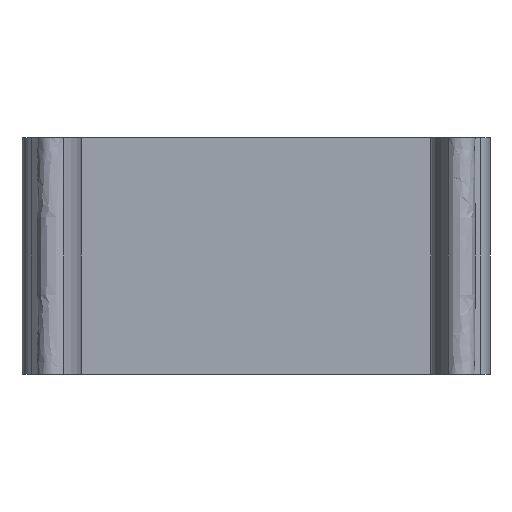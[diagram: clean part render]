
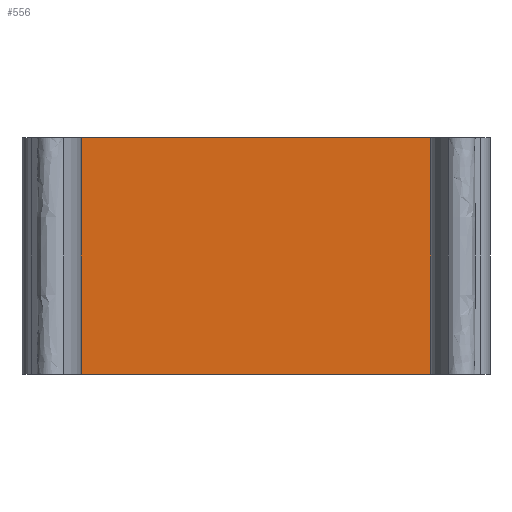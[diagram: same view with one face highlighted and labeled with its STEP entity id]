
A CAD part, front view. The second image highlights one B-rep face of the part: STEP entity #556.
In plain terms, the highlighted planar face has unit normal (0, -1, 0).
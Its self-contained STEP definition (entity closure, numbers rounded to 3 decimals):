
#50=PLANE('',#624);
#73=FACE_OUTER_BOUND('',#101,.T.);
#101=EDGE_LOOP('',(#492,#493,#494,#495));
#114=LINE('',#810,#146);
#126=LINE('',#959,#158);
#136=LINE('',#1141,#168);
#137=LINE('',#1143,#169);
#146=VECTOR('',#653,10.);
#158=VECTOR('',#719,10.);
#168=VECTOR('',#755,10.);
#169=VECTOR('',#758,10.);
#212=VERTEX_POINT('',#807);
#213=VERTEX_POINT('',#809);
#256=VERTEX_POINT('',#956);
#257=VERTEX_POINT('',#958);
#274=EDGE_CURVE('',#213,#212,#114,.T.);
#322=EDGE_CURVE('',#256,#257,#126,.T.);
#344=EDGE_CURVE('',#257,#212,#136,.T.);
#345=EDGE_CURVE('',#256,#213,#137,.T.);
#492=ORIENTED_EDGE('',*,*,#322,.F.);
#493=ORIENTED_EDGE('',*,*,#345,.T.);
#494=ORIENTED_EDGE('',*,*,#274,.T.);
#495=ORIENTED_EDGE('',*,*,#344,.F.);
#556=ADVANCED_FACE('',(#73),#50,.F.);
#624=AXIS2_PLACEMENT_3D('',#1142,#756,#757);
#653=DIRECTION('',(-1.,0.,0.));
#719=DIRECTION('',(-1.,0.,0.));
#755=DIRECTION('',(0.,0.,1.));
#756=DIRECTION('center_axis',(0.,1.,0.));
#757=DIRECTION('ref_axis',(-1.,0.,0.));
#758=DIRECTION('',(0.,0.,1.));
#807=CARTESIAN_POINT('',(-6.9,2.5,8.));
#809=CARTESIAN_POINT('',(6.9,2.5,8.));
#810=CARTESIAN_POINT('',(6.9,2.5,8.));
#956=CARTESIAN_POINT('',(6.9,2.5,0.));
#958=CARTESIAN_POINT('',(-6.9,2.5,0.));
#959=CARTESIAN_POINT('',(6.9,2.5,0.));
#1141=CARTESIAN_POINT('',(-6.9,2.5,0.));
#1142=CARTESIAN_POINT('Origin',(6.9,2.5,0.));
#1143=CARTESIAN_POINT('',(6.9,2.5,0.));
